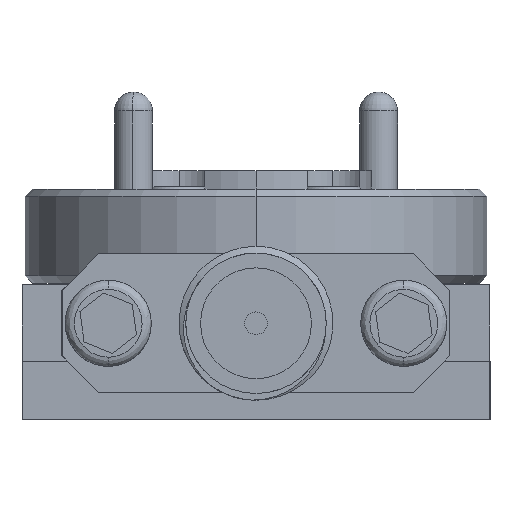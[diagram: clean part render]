
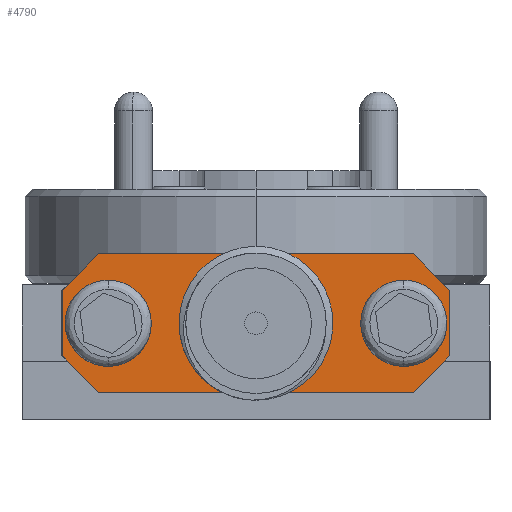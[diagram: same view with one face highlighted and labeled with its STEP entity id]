
A CAD part, left-side view. The second image highlights one B-rep face of the part: STEP entity #4790.
In plain terms, the highlighted face is planar.
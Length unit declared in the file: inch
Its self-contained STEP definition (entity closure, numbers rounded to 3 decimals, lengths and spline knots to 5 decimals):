
#63 = DIRECTION ( 'NONE',  ( 0., 0., 1. ) ) ;
#125 = ORIENTED_EDGE ( 'NONE', *, *, #3835, .T. ) ;
#197 = EDGE_CURVE ( 'NONE', #1068, #6240, #2894, .T. ) ;
#263 = DIRECTION ( 'NONE',  ( 1., 0., 0. ) ) ;
#351 = VECTOR ( 'NONE', #7105, 39.37008 ) ;
#367 = DIRECTION ( 'NONE',  ( 0., 0., 1. ) ) ;
#406 = DIRECTION ( 'NONE',  ( 0., 1., 0. ) ) ;
#423 = EDGE_CURVE ( 'NONE', #7161, #7404, #6204, .T. ) ;
#431 = ORIENTED_EDGE ( 'NONE', *, *, #3648, .F. ) ;
#463 = AXIS2_PLACEMENT_3D ( 'NONE', #5710, #1485, #4727 ) ;
#630 = CARTESIAN_POINT ( 'NONE',  ( -0.113, 0.315, 0.065 ) ) ;
#727 = DIRECTION ( 'NONE',  ( 1., 0., 0. ) ) ;
#868 = EDGE_LOOP ( 'NONE', ( #6008, #3526 ) ) ;
#973 = ORIENTED_EDGE ( 'NONE', *, *, #3166, .T. ) ;
#993 = VERTEX_POINT ( 'NONE', #4147 ) ;
#1068 = VERTEX_POINT ( 'NONE', #10773 ) ;
#1108 = CARTESIAN_POINT ( 'NONE',  ( -0.113, -0.315, 0.065 ) ) ;
#1136 = CARTESIAN_POINT ( 'NONE',  ( 0.113, -0.255, 0.065 ) ) ;
#1151 = DIRECTION ( 'NONE',  ( 0., 0., 1. ) ) ;
#1158 = ORIENTED_EDGE ( 'NONE', *, *, #3315, .T. ) ;
#1379 = FACE_BOUND ( 'NONE', #8526, .T. ) ;
#1416 = CARTESIAN_POINT ( 'NONE',  ( -0.113, -0.255, 0.065 ) ) ;
#1485 = DIRECTION ( 'NONE',  ( 0., 0., 1. ) ) ;
#1595 = CARTESIAN_POINT ( 'NONE',  ( -0.113, 0.255, 0.065 ) ) ;
#1673 = VERTEX_POINT ( 'NONE', #1136 ) ;
#1701 = CIRCLE ( 'NONE', #7847, 0.05 ) ;
#2028 = EDGE_CURVE ( 'NONE', #8500, #4101, #10195, .T. ) ;
#2244 = CARTESIAN_POINT ( 'NONE',  ( -0.03, -0.398, 0.065 ) ) ;
#2246 = LINE ( 'NONE', #630, #10347 ) ;
#2362 = FACE_BOUND ( 'NONE', #4511, .T. ) ;
#2365 = EDGE_CURVE ( 'NONE', #1673, #5178, #3557, .T. ) ;
#2598 = CARTESIAN_POINT ( 'NONE',  ( 0.053, 0.315, 0.065 ) ) ;
#2761 = CARTESIAN_POINT ( 'NONE',  ( -0.05, 0.24, 0.065 ) ) ;
#2804 = LINE ( 'NONE', #4569, #8909 ) ;
#2851 = CARTESIAN_POINT ( 'NONE',  ( 0., 0., 0.065 ) ) ;
#2853 = VERTEX_POINT ( 'NONE', #4009 ) ;
#2894 = CIRCLE ( 'NONE', #7104, 0.105 ) ;
#3016 = DIRECTION ( 'NONE',  ( -1., 0., 0. ) ) ;
#3062 = DIRECTION ( 'NONE',  ( 1., 0., 0. ) ) ;
#3166 = EDGE_CURVE ( 'NONE', #5218, #993, #2804, .T. ) ;
#3185 = CARTESIAN_POINT ( 'NONE',  ( 0.285, 0.083, 0.065 ) ) ;
#3188 = FACE_BOUND ( 'NONE', #868, .T. ) ;
#3300 = EDGE_CURVE ( 'NONE', #10746, #10021, #1701, .T. ) ;
#3315 = EDGE_CURVE ( 'NONE', #5178, #6926, #4784, .T. ) ;
#3526 = ORIENTED_EDGE ( 'NONE', *, *, #3300, .F. ) ;
#3557 = LINE ( 'NONE', #10157, #10562 ) ;
#3648 = EDGE_CURVE ( 'NONE', #6240, #1068, #10488, .T. ) ;
#3748 = DIRECTION ( 'NONE',  ( 0.707, -0.707, 0. ) ) ;
#3808 = CARTESIAN_POINT ( 'NONE',  ( 0.05, 0.24, 0.065 ) ) ;
#3828 = VECTOR ( 'NONE', #5596, 39.37008 ) ;
#3835 = EDGE_CURVE ( 'NONE', #2853, #1673, #4769, .T. ) ;
#4009 = CARTESIAN_POINT ( 'NONE',  ( 0.053, -0.315, 0.065 ) ) ;
#4016 = ORIENTED_EDGE ( 'NONE', *, *, #8894, .T. ) ;
#4101 = VERTEX_POINT ( 'NONE', #6805 ) ;
#4147 = CARTESIAN_POINT ( 'NONE',  ( -0.053, -0.315, 0.065 ) ) ;
#4451 = ORIENTED_EDGE ( 'NONE', *, *, #197, .F. ) ;
#4470 = LINE ( 'NONE', #1108, #9809 ) ;
#4479 = CARTESIAN_POINT ( 'NONE',  ( -0.113, 0.315, 0.065 ) ) ;
#4511 = EDGE_LOOP ( 'NONE', ( #431, #4451 ) ) ;
#4565 = CARTESIAN_POINT ( 'NONE',  ( 0., -0.24, 0.065 ) ) ;
#4569 = CARTESIAN_POINT ( 'NONE',  ( -0.083, -0.285, 0.065 ) ) ;
#4574 = AXIS2_PLACEMENT_3D ( 'NONE', #4565, #9470, #263 ) ;
#4615 = ORIENTED_EDGE ( 'NONE', *, *, #2365, .T. ) ;
#4624 = DIRECTION ( 'NONE',  ( 1., 0., 0. ) ) ;
#4727 = DIRECTION ( 'NONE',  ( 1., 0., 0. ) ) ;
#4769 = LINE ( 'NONE', #2244, #3828 ) ;
#4784 = LINE ( 'NONE', #3185, #7137 ) ;
#4790 = ADVANCED_FACE ( 'NONE', ( #3188, #1379, #4887, #2362 ), #7423, .T. ) ;
#4887 = FACE_OUTER_BOUND ( 'NONE', #5667, .T. ) ;
#4931 = DIRECTION ( 'NONE',  ( 0., 0., 1. ) ) ;
#5178 = VERTEX_POINT ( 'NONE', #5697 ) ;
#5218 = VERTEX_POINT ( 'NONE', #1416 ) ;
#5591 = DIRECTION ( 'NONE',  ( 0., 0., 1. ) ) ;
#5596 = DIRECTION ( 'NONE',  ( 0.707, 0.707, 0. ) ) ;
#5620 = CIRCLE ( 'NONE', #6324, 0.05 ) ;
#5667 = EDGE_LOOP ( 'NONE', ( #4016, #8246, #9137, #973, #7102, #125, #4615, #1158 ) ) ;
#5697 = CARTESIAN_POINT ( 'NONE',  ( 0.113, 0.255, 0.065 ) ) ;
#5710 = CARTESIAN_POINT ( 'NONE',  ( -0.113, -0.315, 0.065 ) ) ;
#5939 = EDGE_CURVE ( 'NONE', #4101, #8500, #7920, .T. ) ;
#6008 = ORIENTED_EDGE ( 'NONE', *, *, #9383, .F. ) ;
#6204 = LINE ( 'NONE', #8679, #10606 ) ;
#6213 = CARTESIAN_POINT ( 'NONE',  ( 0., 0.24, 0.065 ) ) ;
#6240 = VERTEX_POINT ( 'NONE', #7967 ) ;
#6324 = AXIS2_PLACEMENT_3D ( 'NONE', #6213, #5591, #6376 ) ;
#6376 = DIRECTION ( 'NONE',  ( 1., 0., 0. ) ) ;
#6389 = DIRECTION ( 'NONE',  ( 1., 0., 0. ) ) ;
#6805 = CARTESIAN_POINT ( 'NONE',  ( 0.05, -0.24, 0.065 ) ) ;
#6926 = VERTEX_POINT ( 'NONE', #2598 ) ;
#6927 = DIRECTION ( 'NONE',  ( 1., 0., 0. ) ) ;
#7102 = ORIENTED_EDGE ( 'NONE', *, *, #8442, .T. ) ;
#7104 = AXIS2_PLACEMENT_3D ( 'NONE', #10613, #4931, #3062 ) ;
#7105 = DIRECTION ( 'NONE',  ( 0., -1., 0. ) ) ;
#7137 = VECTOR ( 'NONE', #9741, 39.37008 ) ;
#7161 = VERTEX_POINT ( 'NONE', #9575 ) ;
#7404 = VERTEX_POINT ( 'NONE', #1595 ) ;
#7423 = PLANE ( 'NONE',  #463 ) ;
#7555 = CARTESIAN_POINT ( 'NONE',  ( 0., -0.24, 0.065 ) ) ;
#7569 = AXIS2_PLACEMENT_3D ( 'NONE', #7555, #63, #727 ) ;
#7847 = AXIS2_PLACEMENT_3D ( 'NONE', #8699, #1151, #6389 ) ;
#7920 = CIRCLE ( 'NONE', #7569, 0.05 ) ;
#7928 = CARTESIAN_POINT ( 'NONE',  ( -0.05, -0.24, 0.065 ) ) ;
#7967 = CARTESIAN_POINT ( 'NONE',  ( -0.105, 0., 0.065 ) ) ;
#8246 = ORIENTED_EDGE ( 'NONE', *, *, #423, .T. ) ;
#8442 = EDGE_CURVE ( 'NONE', #993, #2853, #4470, .T. ) ;
#8500 = VERTEX_POINT ( 'NONE', #7928 ) ;
#8526 = EDGE_LOOP ( 'NONE', ( #8734, #10628 ) ) ;
#8559 = AXIS2_PLACEMENT_3D ( 'NONE', #2851, #367, #6927 ) ;
#8661 = LINE ( 'NONE', #4479, #351 ) ;
#8679 = CARTESIAN_POINT ( 'NONE',  ( -0.398, -0.03, 0.065 ) ) ;
#8699 = CARTESIAN_POINT ( 'NONE',  ( 0., 0.24, 0.065 ) ) ;
#8734 = ORIENTED_EDGE ( 'NONE', *, *, #5939, .F. ) ;
#8894 = EDGE_CURVE ( 'NONE', #6926, #7161, #2246, .T. ) ;
#8909 = VECTOR ( 'NONE', #3748, 39.37008 ) ;
#9137 = ORIENTED_EDGE ( 'NONE', *, *, #10026, .T. ) ;
#9383 = EDGE_CURVE ( 'NONE', #10021, #10746, #5620, .T. ) ;
#9470 = DIRECTION ( 'NONE',  ( 0., 0., 1. ) ) ;
#9554 = DIRECTION ( 'NONE',  ( -0.707, -0.707, 0. ) ) ;
#9575 = CARTESIAN_POINT ( 'NONE',  ( -0.053, 0.315, 0.065 ) ) ;
#9741 = DIRECTION ( 'NONE',  ( -0.707, 0.707, 0. ) ) ;
#9809 = VECTOR ( 'NONE', #4624, 39.37008 ) ;
#10021 = VERTEX_POINT ( 'NONE', #3808 ) ;
#10026 = EDGE_CURVE ( 'NONE', #7404, #5218, #8661, .T. ) ;
#10157 = CARTESIAN_POINT ( 'NONE',  ( 0.113, 0.315, 0.065 ) ) ;
#10195 = CIRCLE ( 'NONE', #4574, 0.05 ) ;
#10347 = VECTOR ( 'NONE', #3016, 39.37008 ) ;
#10488 = CIRCLE ( 'NONE', #8559, 0.105 ) ;
#10562 = VECTOR ( 'NONE', #406, 39.37008 ) ;
#10606 = VECTOR ( 'NONE', #9554, 39.37008 ) ;
#10613 = CARTESIAN_POINT ( 'NONE',  ( 0., 0., 0.065 ) ) ;
#10628 = ORIENTED_EDGE ( 'NONE', *, *, #2028, .F. ) ;
#10746 = VERTEX_POINT ( 'NONE', #2761 ) ;
#10773 = CARTESIAN_POINT ( 'NONE',  ( 0.105, 0., 0.065 ) ) ;
